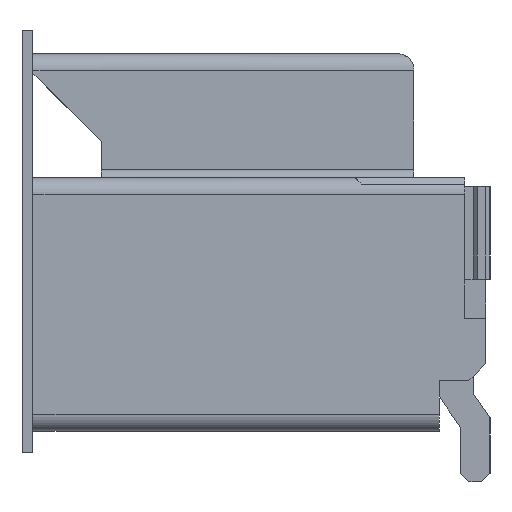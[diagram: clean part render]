
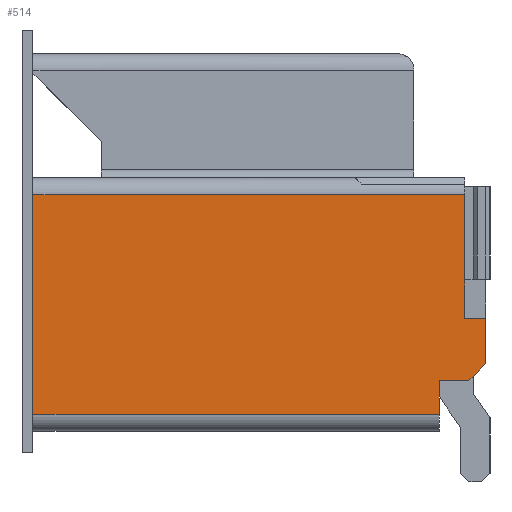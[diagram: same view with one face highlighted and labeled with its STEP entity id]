
A CAD part, left-side view. The second image highlights one B-rep face of the part: STEP entity #514.
In plain terms, the highlighted planar face has unit normal (-1, 0, 0).
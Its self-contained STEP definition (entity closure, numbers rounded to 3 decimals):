
#514 = ADVANCED_FACE( '', ( #1312 ), #1313, .T. );
#1312 = FACE_OUTER_BOUND( '', #2184, .T. );
#1313 = PLANE( '', #2185 );
#2184 = EDGE_LOOP( '', ( #5218, #5219, #5220, #5221, #5222, #5223, #5224, #5225, #5226 ) );
#2185 = AXIS2_PLACEMENT_3D( '', #5227, #5228, #5229 );
#5218 = ORIENTED_EDGE( '', *, *, #6144, .T. );
#5219 = ORIENTED_EDGE( '', *, *, #6501, .F. );
#5220 = ORIENTED_EDGE( '', *, *, #6923, .F. );
#5221 = ORIENTED_EDGE( '', *, *, #6371, .T. );
#5222 = ORIENTED_EDGE( '', *, *, #6809, .F. );
#5223 = ORIENTED_EDGE( '', *, *, #6856, .F. );
#5224 = ORIENTED_EDGE( '', *, *, #6689, .T. );
#5225 = ORIENTED_EDGE( '', *, *, #6531, .T. );
#5226 = ORIENTED_EDGE( '', *, *, #6913, .F. );
#5227 = CARTESIAN_POINT( '', ( -6., -2.675, -1.31 ) );
#5228 = DIRECTION( '', ( -1., 0., 0. ) );
#5229 = DIRECTION( '', ( 0., 0., 1. ) );
#6144 = EDGE_CURVE( '', #7533, #7531, #7534, .T. );
#6371 = EDGE_CURVE( '', #7947, #7948, #7949, .T. );
#6501 = EDGE_CURVE( '', #8169, #7531, #8171, .T. );
#6531 = EDGE_CURVE( '', #8220, #8218, #8221, .T. );
#6689 = EDGE_CURVE( '', #8473, #8220, #8474, .T. );
#6809 = EDGE_CURVE( '', #8646, #7948, #8648, .T. );
#6856 = EDGE_CURVE( '', #8473, #8646, #8716, .T. );
#6913 = EDGE_CURVE( '', #7533, #8218, #8791, .T. );
#6923 = EDGE_CURVE( '', #7947, #8169, #8801, .T. );
#7531 = VERTEX_POINT( '', #9699 );
#7533 = VERTEX_POINT( '', #9701 );
#7534 = LINE( '', #9702, #9703 );
#7947 = VERTEX_POINT( '', #10320 );
#7948 = VERTEX_POINT( '', #10321 );
#7949 = LINE( '', #10322, #10323 );
#8169 = VERTEX_POINT( '', #10668 );
#8171 = LINE( '', #10670, #10671 );
#8218 = VERTEX_POINT( '', #10745 );
#8220 = VERTEX_POINT( '', #10748 );
#8221 = LINE( '', #10749, #10750 );
#8473 = VERTEX_POINT( '', #11141 );
#8474 = LINE( '', #11142, #11143 );
#8646 = VERTEX_POINT( '', #11441 );
#8648 = LINE( '', #11444, #11445 );
#8716 = LINE( '', #11559, #11560 );
#8791 = LINE( '', #11688, #11689 );
#8801 = LINE( '', #11708, #11709 );
#9699 = CARTESIAN_POINT( '', ( -6., 2.685, 1.29 ) );
#9701 = CARTESIAN_POINT( '', ( -6., -2.425, 1.29 ) );
#9702 = CARTESIAN_POINT( '', ( -6., -2.425, 1.29 ) );
#9703 = VECTOR( '', #12219, 1000. );
#10320 = CARTESIAN_POINT( '', ( -6., -2.125, -1.31 ) );
#10321 = CARTESIAN_POINT( '', ( -6., -2.125, -0.91 ) );
#10322 = CARTESIAN_POINT( '', ( -6., -2.125, -1.31 ) );
#10323 = VECTOR( '', #12490, 1000. );
#10668 = CARTESIAN_POINT( '', ( -6., 2.685, -1.31 ) );
#10670 = CARTESIAN_POINT( '', ( -6., 2.685, -1.31 ) );
#10671 = VECTOR( '', #12628, 1000. );
#10745 = CARTESIAN_POINT( '', ( -6., -2.425, -0.17 ) );
#10748 = CARTESIAN_POINT( '', ( -6., -2.675, -0.17 ) );
#10749 = CARTESIAN_POINT( '', ( -6., -2.675, -0.17 ) );
#10750 = VECTOR( '', #12660, 1000. );
#11141 = CARTESIAN_POINT( '', ( -6., -2.675, -0.71 ) );
#11142 = CARTESIAN_POINT( '', ( -6., -2.675, -0.71 ) );
#11143 = VECTOR( '', #12854, 1000. );
#11441 = CARTESIAN_POINT( '', ( -6., -2.475, -0.91 ) );
#11444 = CARTESIAN_POINT( '', ( -6., -2.475, -0.91 ) );
#11445 = VECTOR( '', #12984, 1000. );
#11559 = CARTESIAN_POINT( '', ( -6., -2.675, -0.71 ) );
#11560 = VECTOR( '', #13031, 1000. );
#11688 = CARTESIAN_POINT( '', ( -6., -2.425, 1.29 ) );
#11689 = VECTOR( '', #13094, 1000. );
#11708 = CARTESIAN_POINT( '', ( -6., -2.125, -1.31 ) );
#11709 = VECTOR( '', #13104, 1000. );
#12219 = DIRECTION( '', ( 0., 1., 0. ) );
#12490 = DIRECTION( '', ( 0., 0., 1. ) );
#12628 = DIRECTION( '', ( 0., 0., 1. ) );
#12660 = DIRECTION( '', ( 0., 1., 0. ) );
#12854 = DIRECTION( '', ( 0., 0., 1. ) );
#12984 = DIRECTION( '', ( 0., 1., 0. ) );
#13031 = DIRECTION( '', ( 0., 0.707, -0.707 ) );
#13094 = DIRECTION( '', ( 0., 0., -1. ) );
#13104 = DIRECTION( '', ( 0., 1., 0. ) );
